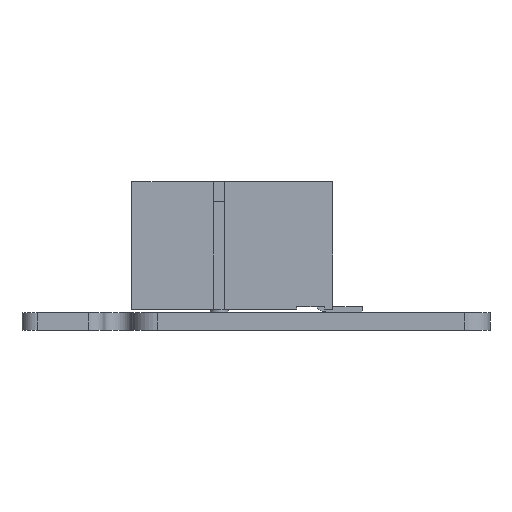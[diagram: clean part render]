
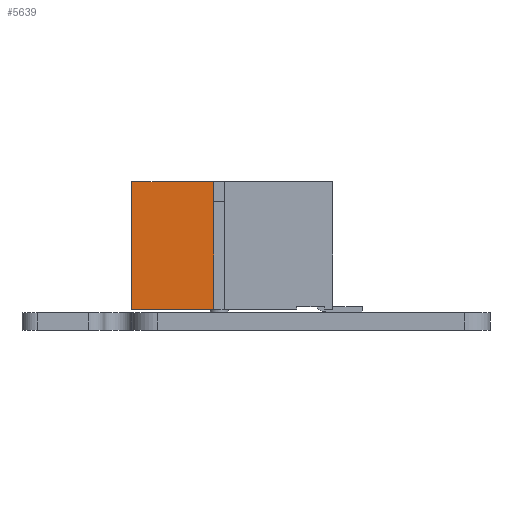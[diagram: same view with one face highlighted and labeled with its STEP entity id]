
A CAD part, left-side view. The second image highlights one B-rep face of the part: STEP entity #5639.
In plain terms, the highlighted free-form (B-spline) face has degree [1, 1] with [2, 2] control points.
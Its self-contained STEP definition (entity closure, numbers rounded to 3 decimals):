
#874 = B_SPLINE_SURFACE_WITH_KNOTS('',1,1,(
    (#875,#876)
    ,(#877,#878
    )),.UNSPECIFIED.,.F.,.F.,.F.,(2,2),(2,2),(0.,15.24)
  ,(0.,18.1),.PIECEWISE_BEZIER_KNOTS.);
#875 = CARTESIAN_POINT('',(7.62,18.085,11.75));
#876 = CARTESIAN_POINT('',(7.62,-0.015,11.75));
#877 = CARTESIAN_POINT('',(-7.62,18.085,11.75));
#878 = CARTESIAN_POINT('',(-7.62,-0.015,11.75));
#1361 = B_SPLINE_SURFACE_WITH_KNOTS('',1,1,(
    (#1362,#1363)
    ,(#1364,#1365
    )),.UNSPECIFIED.,.F.,.F.,.F.,(2,2),(2,2),(0.,15.24),
  (3.25,18.1),.PIECEWISE_BEZIER_KNOTS.);
#1362 = CARTESIAN_POINT('',(-7.62,14.835,0.25));
#1363 = CARTESIAN_POINT('',(-7.62,-0.015,0.25));
#1364 = CARTESIAN_POINT('',(7.62,14.835,0.25));
#1365 = CARTESIAN_POINT('',(7.62,-0.015,0.25));
#1549 = VERTEX_POINT('',#1550);
#1550 = CARTESIAN_POINT('',(7.62,7.065,0.25));
#1573 = EDGE_CURVE('',#1549,#1574,#1576,.T.);
#1574 = VERTEX_POINT('',#1575);
#1575 = CARTESIAN_POINT('',(7.62,-0.015,0.25));
#1576 = SURFACE_CURVE('',#1577,(#1580,#1586),.PCURVE_S1.);
#1577 = B_SPLINE_CURVE_WITH_KNOTS('',1,(#1578,#1579),.UNSPECIFIED.,.F.,
  .F.,(2,2),(0.,7.08),.PIECEWISE_BEZIER_KNOTS.);
#1578 = CARTESIAN_POINT('',(7.62,7.065,0.25));
#1579 = CARTESIAN_POINT('',(7.62,-0.015,0.25));
#1580 = PCURVE('',#1361,#1581);
#1581 = DEFINITIONAL_REPRESENTATION('',(#1582),#1585);
#1582 = B_SPLINE_CURVE_WITH_KNOTS('',1,(#1583,#1584),.UNSPECIFIED.,.F.,
  .F.,(2,2),(0.,7.08),.PIECEWISE_BEZIER_KNOTS.);
#1583 = CARTESIAN_POINT('',(15.24,11.02));
#1584 = CARTESIAN_POINT('',(15.24,18.1));
#1585 = ( GEOMETRIC_REPRESENTATION_CONTEXT(2) 
PARAMETRIC_REPRESENTATION_CONTEXT() REPRESENTATION_CONTEXT('2D SPACE',''
  ) );
#1586 = PCURVE('',#1587,#1592);
#1587 = B_SPLINE_SURFACE_WITH_KNOTS('',1,1,(
    (#1588,#1589)
    ,(#1590,#1591
    )),.UNSPECIFIED.,.F.,.F.,.F.,(2,2),(2,2),(0.,11.5),(
    10.72,18.1),.PIECEWISE_BEZIER_KNOTS.);
#1588 = CARTESIAN_POINT('',(7.62,7.365,0.25));
#1589 = CARTESIAN_POINT('',(7.62,-0.015,0.25));
#1590 = CARTESIAN_POINT('',(7.62,7.365,11.75));
#1591 = CARTESIAN_POINT('',(7.62,-0.015,11.75));
#1592 = DEFINITIONAL_REPRESENTATION('',(#1593),#1596);
#1593 = B_SPLINE_CURVE_WITH_KNOTS('',1,(#1594,#1595),.UNSPECIFIED.,.F.,
  .F.,(2,2),(0.,7.08),.PIECEWISE_BEZIER_KNOTS.);
#1594 = CARTESIAN_POINT('',(0.,11.02));
#1595 = CARTESIAN_POINT('',(0.,18.1));
#1596 = ( GEOMETRIC_REPRESENTATION_CONTEXT(2) 
PARAMETRIC_REPRESENTATION_CONTEXT() REPRESENTATION_CONTEXT('2D SPACE',''
  ) );
#1612 = B_SPLINE_SURFACE_WITH_KNOTS('',1,1,(
    (#1613,#1614)
    ,(#1615,#1616
    )),.UNSPECIFIED.,.F.,.F.,.F.,(2,2),(2,2),(-7.62,7.62),(-5.75,5.75),
  .PIECEWISE_BEZIER_KNOTS.);
#1613 = CARTESIAN_POINT('',(-7.62,-0.015,0.25));
#1614 = CARTESIAN_POINT('',(-7.62,-0.015,11.75));
#1615 = CARTESIAN_POINT('',(7.62,-0.015,0.25));
#1616 = CARTESIAN_POINT('',(7.62,-0.015,11.75));
#2659 = B_SPLINE_SURFACE_WITH_KNOTS('',1,1,(
    (#2660,#2661)
    ,(#2662,#2663
    )),.UNSPECIFIED.,.F.,.F.,.F.,(2,2),(2,2),(0.,1.775)
  ,(0.,1.6),.PIECEWISE_BEZIER_KNOTS.);
#2660 = CARTESIAN_POINT('',(9.095,8.665,0.25));
#2661 = CARTESIAN_POINT('',(9.095,7.065,0.25));
#2662 = CARTESIAN_POINT('',(7.32,8.665,0.25));
#2663 = CARTESIAN_POINT('',(7.32,7.065,0.25));
#3353 = VERTEX_POINT('',#3354);
#3354 = CARTESIAN_POINT('',(7.62,-0.015,11.75));
#3372 = EDGE_CURVE('',#3373,#3353,#3375,.T.);
#3373 = VERTEX_POINT('',#3374);
#3374 = CARTESIAN_POINT('',(7.62,7.365,11.75));
#3375 = SURFACE_CURVE('',#3376,(#3379,#3385),.PCURVE_S1.);
#3376 = B_SPLINE_CURVE_WITH_KNOTS('',1,(#3377,#3378),.UNSPECIFIED.,.F.,
  .F.,(2,2),(0.,7.38),.PIECEWISE_BEZIER_KNOTS.);
#3377 = CARTESIAN_POINT('',(7.62,7.365,11.75));
#3378 = CARTESIAN_POINT('',(7.62,-0.015,11.75));
#3379 = PCURVE('',#874,#3380);
#3380 = DEFINITIONAL_REPRESENTATION('',(#3381),#3384);
#3381 = B_SPLINE_CURVE_WITH_KNOTS('',1,(#3382,#3383),.UNSPECIFIED.,.F.,
  .F.,(2,2),(0.,7.38),.PIECEWISE_BEZIER_KNOTS.);
#3382 = CARTESIAN_POINT('',(0.,10.72));
#3383 = CARTESIAN_POINT('',(0.,18.1));
#3384 = ( GEOMETRIC_REPRESENTATION_CONTEXT(2) 
PARAMETRIC_REPRESENTATION_CONTEXT() REPRESENTATION_CONTEXT('2D SPACE',''
  ) );
#3385 = PCURVE('',#1587,#3386);
#3386 = DEFINITIONAL_REPRESENTATION('',(#3387),#3390);
#3387 = B_SPLINE_CURVE_WITH_KNOTS('',1,(#3388,#3389),.UNSPECIFIED.,.F.,
  .F.,(2,2),(0.,7.38),.PIECEWISE_BEZIER_KNOTS.);
#3388 = CARTESIAN_POINT('',(11.5,10.72));
#3389 = CARTESIAN_POINT('',(11.5,18.1));
#3390 = ( GEOMETRIC_REPRESENTATION_CONTEXT(2) 
PARAMETRIC_REPRESENTATION_CONTEXT() REPRESENTATION_CONTEXT('2D SPACE',''
  ) );
#3406 = B_SPLINE_SURFACE_WITH_KNOTS('',1,1,(
    (#3407,#3408)
    ,(#3409,#3410
    )),.UNSPECIFIED.,.F.,.F.,.F.,(2,2),(2,2),(0.,0.3),(-11.5,
    0.),.PIECEWISE_BEZIER_KNOTS.);
#3407 = CARTESIAN_POINT('',(7.32,7.365,0.25));
#3408 = CARTESIAN_POINT('',(7.32,7.365,11.75));
#3409 = CARTESIAN_POINT('',(7.62,7.365,0.25));
#3410 = CARTESIAN_POINT('',(7.62,7.365,11.75));
#5639 = ADVANCED_FACE('',(#5640),#1587,.T.);
#5640 = FACE_BOUND('',#5641,.T.);
#5641 = EDGE_LOOP('',(#5642,#5662,#5680,#5681,#5699));
#5642 = ORIENTED_EDGE('',*,*,#5643,.F.);
#5643 = EDGE_CURVE('',#5644,#1549,#5646,.T.);
#5644 = VERTEX_POINT('',#5645);
#5645 = CARTESIAN_POINT('',(7.62,7.365,0.25));
#5646 = SURFACE_CURVE('',#5647,(#5650,#5656),.PCURVE_S1.);
#5647 = B_SPLINE_CURVE_WITH_KNOTS('',1,(#5648,#5649),.UNSPECIFIED.,.F.,
  .F.,(2,2),(0.,0.3),.PIECEWISE_BEZIER_KNOTS.);
#5648 = CARTESIAN_POINT('',(7.62,7.365,0.25));
#5649 = CARTESIAN_POINT('',(7.62,7.065,0.25));
#5650 = PCURVE('',#1587,#5651);
#5651 = DEFINITIONAL_REPRESENTATION('',(#5652),#5655);
#5652 = B_SPLINE_CURVE_WITH_KNOTS('',1,(#5653,#5654),.UNSPECIFIED.,.F.,
  .F.,(2,2),(0.,0.3),.PIECEWISE_BEZIER_KNOTS.);
#5653 = CARTESIAN_POINT('',(0.,10.72));
#5654 = CARTESIAN_POINT('',(0.,11.02));
#5655 = ( GEOMETRIC_REPRESENTATION_CONTEXT(2) 
PARAMETRIC_REPRESENTATION_CONTEXT() REPRESENTATION_CONTEXT('2D SPACE',''
  ) );
#5656 = PCURVE('',#2659,#5657);
#5657 = DEFINITIONAL_REPRESENTATION('',(#5658),#5661);
#5658 = B_SPLINE_CURVE_WITH_KNOTS('',1,(#5659,#5660),.UNSPECIFIED.,.F.,
  .F.,(2,2),(0.,0.3),.PIECEWISE_BEZIER_KNOTS.);
#5659 = CARTESIAN_POINT('',(1.475,1.3));
#5660 = CARTESIAN_POINT('',(1.475,1.6));
#5661 = ( GEOMETRIC_REPRESENTATION_CONTEXT(2) 
PARAMETRIC_REPRESENTATION_CONTEXT() REPRESENTATION_CONTEXT('2D SPACE',''
  ) );
#5662 = ORIENTED_EDGE('',*,*,#5663,.T.);
#5663 = EDGE_CURVE('',#5644,#3373,#5664,.T.);
#5664 = SURFACE_CURVE('',#5665,(#5668,#5674),.PCURVE_S1.);
#5665 = B_SPLINE_CURVE_WITH_KNOTS('',1,(#5666,#5667),.UNSPECIFIED.,.F.,
  .F.,(2,2),(0.,11.5),.PIECEWISE_BEZIER_KNOTS.);
#5666 = CARTESIAN_POINT('',(7.62,7.365,0.25));
#5667 = CARTESIAN_POINT('',(7.62,7.365,11.75));
#5668 = PCURVE('',#1587,#5669);
#5669 = DEFINITIONAL_REPRESENTATION('',(#5670),#5673);
#5670 = B_SPLINE_CURVE_WITH_KNOTS('',1,(#5671,#5672),.UNSPECIFIED.,.F.,
  .F.,(2,2),(0.,11.5),.PIECEWISE_BEZIER_KNOTS.);
#5671 = CARTESIAN_POINT('',(0.,10.72));
#5672 = CARTESIAN_POINT('',(11.5,10.72));
#5673 = ( GEOMETRIC_REPRESENTATION_CONTEXT(2) 
PARAMETRIC_REPRESENTATION_CONTEXT() REPRESENTATION_CONTEXT('2D SPACE',''
  ) );
#5674 = PCURVE('',#3406,#5675);
#5675 = DEFINITIONAL_REPRESENTATION('',(#5676),#5679);
#5676 = B_SPLINE_CURVE_WITH_KNOTS('',1,(#5677,#5678),.UNSPECIFIED.,.F.,
  .F.,(2,2),(0.,11.5),.PIECEWISE_BEZIER_KNOTS.);
#5677 = CARTESIAN_POINT('',(0.3,-11.5));
#5678 = CARTESIAN_POINT('',(0.3,0.));
#5679 = ( GEOMETRIC_REPRESENTATION_CONTEXT(2) 
PARAMETRIC_REPRESENTATION_CONTEXT() REPRESENTATION_CONTEXT('2D SPACE',''
  ) );
#5680 = ORIENTED_EDGE('',*,*,#3372,.T.);
#5681 = ORIENTED_EDGE('',*,*,#5682,.F.);
#5682 = EDGE_CURVE('',#1574,#3353,#5683,.T.);
#5683 = SURFACE_CURVE('',#5684,(#5687,#5693),.PCURVE_S1.);
#5684 = B_SPLINE_CURVE_WITH_KNOTS('',1,(#5685,#5686),.UNSPECIFIED.,.F.,
  .F.,(2,2),(0.,11.5),.PIECEWISE_BEZIER_KNOTS.);
#5685 = CARTESIAN_POINT('',(7.62,-0.015,0.25));
#5686 = CARTESIAN_POINT('',(7.62,-0.015,11.75));
#5687 = PCURVE('',#1587,#5688);
#5688 = DEFINITIONAL_REPRESENTATION('',(#5689),#5692);
#5689 = B_SPLINE_CURVE_WITH_KNOTS('',1,(#5690,#5691),.UNSPECIFIED.,.F.,
  .F.,(2,2),(0.,11.5),.PIECEWISE_BEZIER_KNOTS.);
#5690 = CARTESIAN_POINT('',(0.,18.1));
#5691 = CARTESIAN_POINT('',(11.5,18.1));
#5692 = ( GEOMETRIC_REPRESENTATION_CONTEXT(2) 
PARAMETRIC_REPRESENTATION_CONTEXT() REPRESENTATION_CONTEXT('2D SPACE',''
  ) );
#5693 = PCURVE('',#1612,#5694);
#5694 = DEFINITIONAL_REPRESENTATION('',(#5695),#5698);
#5695 = B_SPLINE_CURVE_WITH_KNOTS('',1,(#5696,#5697),.UNSPECIFIED.,.F.,
  .F.,(2,2),(0.,11.5),.PIECEWISE_BEZIER_KNOTS.);
#5696 = CARTESIAN_POINT('',(7.62,-5.75));
#5697 = CARTESIAN_POINT('',(7.62,5.75));
#5698 = ( GEOMETRIC_REPRESENTATION_CONTEXT(2) 
PARAMETRIC_REPRESENTATION_CONTEXT() REPRESENTATION_CONTEXT('2D SPACE',''
  ) );
#5699 = ORIENTED_EDGE('',*,*,#1573,.F.);
